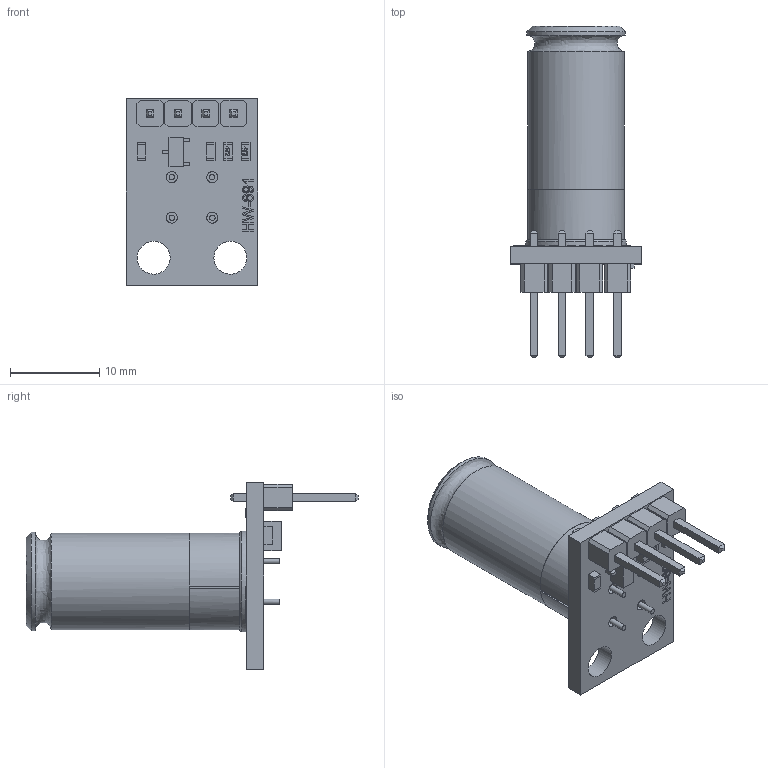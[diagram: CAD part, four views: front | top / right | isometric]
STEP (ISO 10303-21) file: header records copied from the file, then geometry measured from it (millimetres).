
FILE_DESCRIPTION(('FreeCAD Model'),'2;1');
FILE_NAME('Open CASCADE Shape Model','2025-04-29T04:11:03',('FreeCAD'),( 'FreeCAD'),'Open CASCADE STEP processor 7.6','FreeCAD','Unknown');
FILE_SCHEMA(('AUTOMOTIVE_DESIGN { 1 0 10303 214 1 1 1 1 }'));
Products named in the file (1): Open CASCADE STEP translator 7.6 1
Bounding box: 14.77 x 37.29 x 20.92 mm (x, y, z)
Volume: 3787.7 mm3; surface area: 4623.1 mm2
Topology: 12 solids, 13 shells, 1042 faces, 2693 edges, 1766 vertices
Faces by surface type: bspline 1042
Entity records: 45338 total; most frequent: CARTESIAN_POINT 28554, ORIENTED_EDGE 5382, EDGE_CURVE 2691, B_SPLINE_CURVE_WITH_KNOTS 2572, VERTEX_POINT 1766, FACE_BOUND 1170, EDGE_LOOP 1170, ADVANCED_FACE 1042
